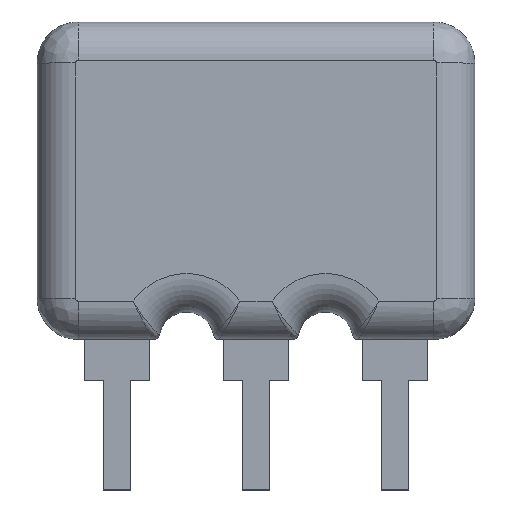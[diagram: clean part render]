
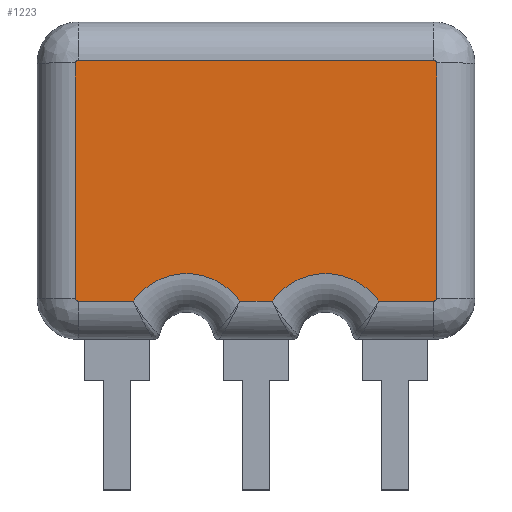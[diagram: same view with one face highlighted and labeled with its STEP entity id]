
A CAD part, top view. The second image highlights one B-rep face of the part: STEP entity #1223.
In plain terms, the highlighted planar face has unit normal (0, 0, 1).
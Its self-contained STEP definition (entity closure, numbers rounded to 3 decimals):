
#47=PLANE('',#1336);
#88=LINE('',#1945,#200);
#91=LINE('',#1968,#203);
#93=LINE('',#1988,#205);
#95=LINE('',#2008,#207);
#97=LINE('',#2025,#209);
#99=LINE('',#2031,#211);
#200=VECTOR('',#1417,10.);
#203=VECTOR('',#1432,10.);
#205=VECTOR('',#1444,10.);
#207=VECTOR('',#1456,10.);
#209=VECTOR('',#1466,10.);
#211=VECTOR('',#1476,10.);
#362=FACE_OUTER_BOUND('',#441,.T.);
#441=EDGE_LOOP('',(#939,#940,#941,#942,#943,#944,#945,#946,#947,#948,#949,
#950));
#515=CIRCLE('',#1295,1.2);
#520=CIRCLE('',#1301,0.05);
#524=CIRCLE('',#1306,0.05);
#528=CIRCLE('',#1311,0.05);
#532=CIRCLE('',#1316,0.05);
#534=CIRCLE('',#1320,1.2);
#561=VERTEX_POINT('',#1767);
#564=VERTEX_POINT('',#1819);
#567=VERTEX_POINT('',#1871);
#570=VERTEX_POINT('',#1923);
#571=VERTEX_POINT('',#1944);
#573=VERTEX_POINT('',#1958);
#575=VERTEX_POINT('',#1964);
#577=VERTEX_POINT('',#1978);
#579=VERTEX_POINT('',#1984);
#581=VERTEX_POINT('',#1998);
#583=VERTEX_POINT('',#2004);
#585=VERTEX_POINT('',#2018);
#675=EDGE_CURVE('',#561,#570,#515,.T.);
#677=EDGE_CURVE('',#570,#571,#88,.T.);
#682=EDGE_CURVE('',#571,#573,#520,.T.);
#685=EDGE_CURVE('',#573,#575,#91,.T.);
#688=EDGE_CURVE('',#575,#577,#524,.T.);
#691=EDGE_CURVE('',#577,#579,#93,.T.);
#694=EDGE_CURVE('',#579,#581,#528,.T.);
#697=EDGE_CURVE('',#581,#583,#95,.T.);
#700=EDGE_CURVE('',#583,#585,#532,.T.);
#702=EDGE_CURVE('',#585,#567,#97,.T.);
#704=EDGE_CURVE('',#567,#564,#534,.T.);
#706=EDGE_CURVE('',#564,#561,#99,.T.);
#939=ORIENTED_EDGE('',*,*,#675,.F.);
#940=ORIENTED_EDGE('',*,*,#706,.F.);
#941=ORIENTED_EDGE('',*,*,#704,.F.);
#942=ORIENTED_EDGE('',*,*,#702,.F.);
#943=ORIENTED_EDGE('',*,*,#700,.F.);
#944=ORIENTED_EDGE('',*,*,#697,.F.);
#945=ORIENTED_EDGE('',*,*,#694,.F.);
#946=ORIENTED_EDGE('',*,*,#691,.F.);
#947=ORIENTED_EDGE('',*,*,#688,.F.);
#948=ORIENTED_EDGE('',*,*,#685,.F.);
#949=ORIENTED_EDGE('',*,*,#682,.F.);
#950=ORIENTED_EDGE('',*,*,#677,.F.);
#1223=ADVANCED_FACE('',(#362),#47,.T.);
#1295=AXIS2_PLACEMENT_3D('',#1941,#1411,#1412);
#1301=AXIS2_PLACEMENT_3D('',#1962,#1425,#1426);
#1306=AXIS2_PLACEMENT_3D('',#1982,#1437,#1438);
#1311=AXIS2_PLACEMENT_3D('',#2002,#1449,#1450);
#1316=AXIS2_PLACEMENT_3D('',#2022,#1461,#1462);
#1320=AXIS2_PLACEMENT_3D('',#2028,#1471,#1472);
#1336=AXIS2_PLACEMENT_3D('',#2082,#1524,#1525);
#1411=DIRECTION('center_axis',(0.,0.,1.));
#1412=DIRECTION('ref_axis',(0.,1.,0.));
#1417=DIRECTION('',(-1.,0.,0.));
#1425=DIRECTION('center_axis',(0.,0.,-1.));
#1426=DIRECTION('ref_axis',(-0.707,-0.707,0.));
#1432=DIRECTION('',(0.,1.,0.));
#1437=DIRECTION('center_axis',(0.,0.,-1.));
#1438=DIRECTION('ref_axis',(-0.707,0.707,0.));
#1444=DIRECTION('',(1.,0.,0.));
#1449=DIRECTION('center_axis',(0.,0.,-1.));
#1450=DIRECTION('ref_axis',(0.707,0.707,0.));
#1456=DIRECTION('',(0.,-1.,0.));
#1461=DIRECTION('center_axis',(0.,0.,-1.));
#1462=DIRECTION('ref_axis',(0.707,-0.707,0.));
#1466=DIRECTION('',(-1.,0.,0.));
#1471=DIRECTION('center_axis',(0.,0.,1.));
#1472=DIRECTION('ref_axis',(0.,1.,0.));
#1476=DIRECTION('',(-1.,0.,0.));
#1524=DIRECTION('center_axis',(0.,0.,1.));
#1525=DIRECTION('ref_axis',(1.,0.,0.));
#1767=CARTESIAN_POINT('',(-0.295,0.7,1.15));
#1819=CARTESIAN_POINT('',(0.295,0.7,1.15));
#1871=CARTESIAN_POINT('',(2.245,0.7,1.15));
#1923=CARTESIAN_POINT('',(-2.245,0.7,1.15));
#1941=CARTESIAN_POINT('Origin',(-1.27,0.,1.15));
#1944=CARTESIAN_POINT('',(-3.25,0.7,1.15));
#1945=CARTESIAN_POINT('',(-2.,0.7,1.15));
#1958=CARTESIAN_POINT('',(-3.3,0.75,1.15));
#1962=CARTESIAN_POINT('Origin',(-3.25,0.75,1.15));
#1964=CARTESIAN_POINT('',(-3.3,5.05,1.15));
#1968=CARTESIAN_POINT('',(-3.3,0.,1.15));
#1978=CARTESIAN_POINT('',(-3.25,5.1,1.15));
#1982=CARTESIAN_POINT('Origin',(-3.25,5.05,1.15));
#1984=CARTESIAN_POINT('',(3.25,5.1,1.15));
#1988=CARTESIAN_POINT('',(-2.,5.1,1.15));
#1998=CARTESIAN_POINT('',(3.3,5.05,1.15));
#2002=CARTESIAN_POINT('Origin',(3.25,5.05,1.15));
#2004=CARTESIAN_POINT('',(3.3,0.75,1.15));
#2008=CARTESIAN_POINT('',(3.3,0.,1.15));
#2018=CARTESIAN_POINT('',(3.25,0.7,1.15));
#2022=CARTESIAN_POINT('Origin',(3.25,0.75,1.15));
#2025=CARTESIAN_POINT('',(-2.,0.7,1.15));
#2028=CARTESIAN_POINT('Origin',(1.27,0.,1.15));
#2031=CARTESIAN_POINT('',(-2.,0.7,1.15));
#2082=CARTESIAN_POINT('Origin',(-4.,0.,1.15));
